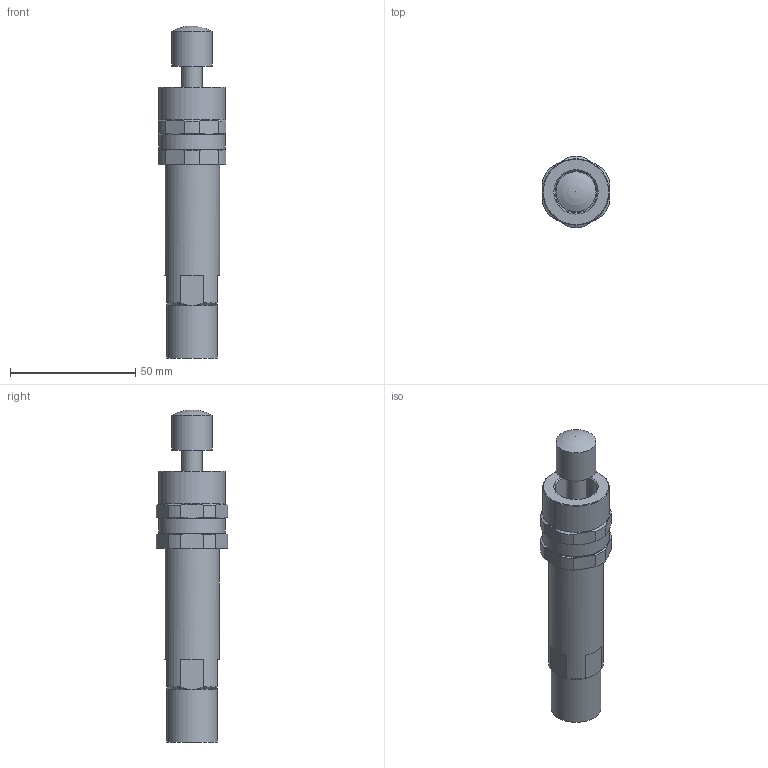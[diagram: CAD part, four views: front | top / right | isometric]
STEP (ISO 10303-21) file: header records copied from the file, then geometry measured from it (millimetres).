
FILE_DESCRIPTION(/* description */ ('STEP AP214'),/* implementation_level */ '2;1');
FILE_NAME(/* name */ '1232870_YSRW-DGC-40_50-B',/* time_stamp */ '2024-09-18T13:37:06+02:00',/* author */ ('License CC BY-ND 4.0'),/* organization */ ('CADENAS'),/* preprocessor_version */ 'ST-DEVELOPER v19.3',/* originating_system */ 'PARTsolutions',/* authorisation */ ' ');
FILE_SCHEMA (('AUTOMOTIVE_DESIGN {1 0 10303 214 3 1 1}'));
Length unit declared in the file: millimetre
Products named in the file (3): 1232870 YSRW-DGC-40/50-B---(25.2); 191197 YSRW-16-26---(25.201); 8170122 DGC-40---(AKF)
Assembly tree (2 placements, depth 2):
  1232870 YSRW-DGC-40/50-B---(25.2)
    191197 YSRW-16-26---(25.201)
    8170122 DGC-40---(AKF)
Bounding box: 27 x 28.44 x 132.7 mm (x, y, z)
Volume: 46368.9 mm3; surface area: 13888.3 mm2
Topology: 2 solids, 2 shells, 78 faces, 182 edges, 111 vertices
Faces by surface type: plane 27, cone 26, cylinder 22, torus 2, sphere 1
Full cylindrical faces by diameter (mm): 8 x1, 16 x1, 16.7 x1, 20 x1, 20.376 x1, 20.917 x1, 22 x1, 22.2 x1, 26.5 x2
Entity records: 2189 total; most frequent: CARTESIAN_POINT 487, DIRECTION 346, ORIENTED_EDGE 308, AXIS2_PLACEMENT_3D 155, EDGE_CURVE 154, VERTEX_POINT 106, EDGE_LOOP 106, FACE_BOUND 106
